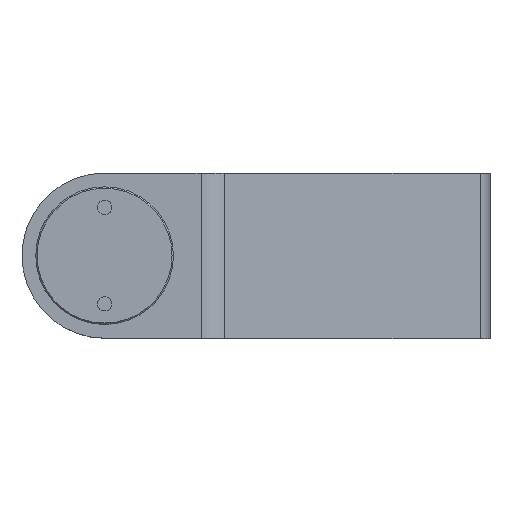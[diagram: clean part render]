
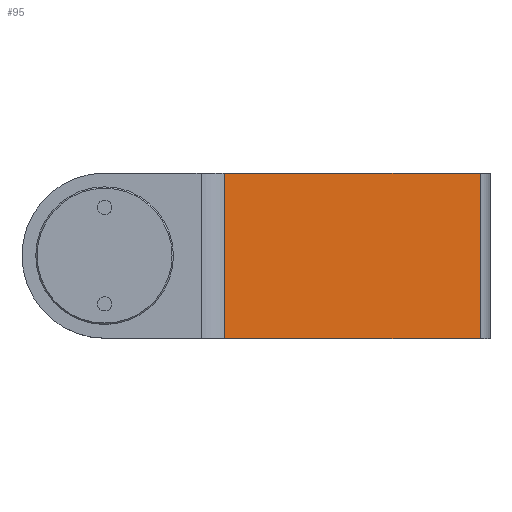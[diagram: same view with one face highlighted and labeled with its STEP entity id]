
A CAD part, top view. The second image highlights one B-rep face of the part: STEP entity #95.
In plain terms, the highlighted planar face has unit normal (0.707, 0, 0.707).
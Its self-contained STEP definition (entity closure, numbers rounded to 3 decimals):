
#95=ADVANCED_FACE('',(#225),#226,.T.);
#225=FACE_OUTER_BOUND('',#364,.T.);
#226=PLANE('',#365);
#364=EDGE_LOOP('',(#659,#660,#661,#662));
#365=AXIS2_PLACEMENT_3D('',#663,#664,#665);
#659=ORIENTED_EDGE('',*,*,#814,.F.);
#660=ORIENTED_EDGE('',*,*,#815,.T.);
#661=ORIENTED_EDGE('',*,*,#816,.T.);
#662=ORIENTED_EDGE('',*,*,#813,.T.);
#663=CARTESIAN_POINT('',(70.0,-60.0,0.0));
#664=DIRECTION('',(0.707,0.0,0.707));
#665=DIRECTION('',(0.0,-1.0,0.0));
#813=EDGE_CURVE('',#969,#971,#973,.T.);
#814=EDGE_CURVE('',#974,#971,#975,.T.);
#815=EDGE_CURVE('',#974,#976,#977,.F.);
#816=EDGE_CURVE('',#976,#969,#978,.T.);
#969=VERTEX_POINT('',#1159);
#971=VERTEX_POINT('',#1161);
#973=LINE('',#1163,#1164);
#974=VERTEX_POINT('',#1165);
#975=LINE('',#1166,#1167);
#976=VERTEX_POINT('',#1168);
#977=LINE('',#1169,#1170);
#978=LINE('',#1171,#1172);
#1159=CARTESIAN_POINT('',(166.485,-60.0,-96.485));
#1161=CARTESIAN_POINT('',(166.485,0.0,-96.485));
#1163=CARTESIAN_POINT('',(166.485,-60.0,-96.485));
#1164=VECTOR('',#1400,1000.0);
#1165=CARTESIAN_POINT('',(73.515,0.0,-3.515));
#1166=CARTESIAN_POINT('',(70.0,0.0,0.0));
#1167=VECTOR('',#1401,1000.0);
#1168=CARTESIAN_POINT('',(73.515,-60.0,-3.515));
#1169=CARTESIAN_POINT('',(73.515,-60.0,-3.515));
#1170=VECTOR('',#1402,1000.0);
#1171=CARTESIAN_POINT('',(70.0,-60.0,0.0));
#1172=VECTOR('',#1403,1000.0);
#1400=DIRECTION('',(0.0,1.0,0.0));
#1401=DIRECTION('',(0.707,0.0,-0.707));
#1402=DIRECTION('',(0.0,1.0,0.0));
#1403=DIRECTION('',(0.707,0.0,-0.707));
